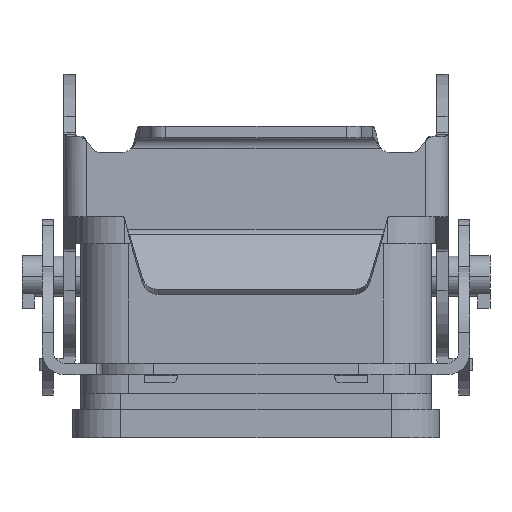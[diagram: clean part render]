
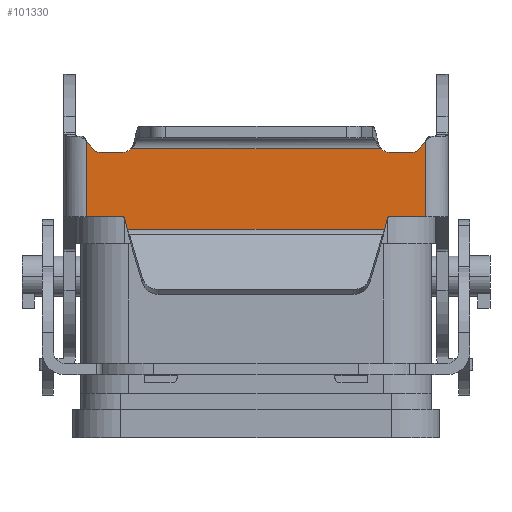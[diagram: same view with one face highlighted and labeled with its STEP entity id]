
A CAD part, left-side view. The second image highlights one B-rep face of the part: STEP entity #101330.
In plain terms, the highlighted planar face has unit normal (-1, 0, 0).
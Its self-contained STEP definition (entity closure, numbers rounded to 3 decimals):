
#66860=CARTESIAN_POINT('',(-55.167,-15.923,
5.801));
#66870=VERTEX_POINT('',#66860);
#73710=CARTESIAN_POINT('',(-55.167,-15.496,
15.778));
#73720=VERTEX_POINT('',#73710);
#74120=CARTESIAN_POINT('',(-55.167,-16.533,
15.361));
#74130=VERTEX_POINT('',#74120);
#74160=CARTESIAN_POINT('',(-55.167,-16.533,
16.861));
#74170=DIRECTION('',(1.,-0.,-0.));
#74180=DIRECTION('',(0.,1.,0.));
#74190=AXIS2_PLACEMENT_3D('',#74160,#74170,#74180);
#74200=CIRCLE('',#74190,1.5);
#74210=EDGE_CURVE('',#74130,#73720,#74200,.T.);
#77390=CARTESIAN_POINT('',(-55.167,-21.,16.685));
#77400=VERTEX_POINT('',#77390);
#81550=CARTESIAN_POINT('',(-55.167,-21.,7.361));
#81560=VERTEX_POINT('',#81550);
#81590=CARTESIAN_POINT('',(-55.167,-21.,7.361));
#81600=DIRECTION('',(0.,0.,1.));
#81610=VECTOR('',#81600,1.);
#81620=LINE('',#81590,#81610);
#81630=EDGE_CURVE('',#81560,#77400,#81620,.T.);
#90310=CARTESIAN_POINT('',(-55.167,-20.189,
15.718));
#90320=VERTEX_POINT('',#90310);
#90350=CARTESIAN_POINT('',(-55.167,-19.423,
16.361));
#90360=DIRECTION('',(1.,-0.,-0.));
#90370=DIRECTION('',(0.,1.,0.));
#90380=AXIS2_PLACEMENT_3D('',#90350,#90360,#90370);
#90390=CIRCLE('',#90380,1.);
#90400=CARTESIAN_POINT('',(-55.167,-19.423,
15.361));
#90410=VERTEX_POINT('',#90400);
#90420=EDGE_CURVE('',#90320,#90410,#90390,.T.);
#90660=CARTESIAN_POINT('',(-55.167,0.,15.361));
#90670=DIRECTION('',(0.,1.,-0.));
#90680=VECTOR('',#90670,1.);
#90690=LINE('',#90660,#90680);
#90700=EDGE_CURVE('',#90410,#74130,#90690,.T.);
#90940=CARTESIAN_POINT('',(-55.167,-14.369,0.));
#90950=DIRECTION('',(-0.,-0.259,0.966));
#90960=VECTOR('',#90950,1.);
#90970=LINE('',#90940,#90960);
#90980=CARTESIAN_POINT('',(-55.167,-16.292,
7.176));
#90990=VERTEX_POINT('',#90980);
#91000=EDGE_CURVE('',#66870,#90990,#90970,.T.);
#91420=CARTESIAN_POINT('',(-55.167,-16.533,
7.111));
#91430=DIRECTION('',(1.,-0.,-0.));
#91440=DIRECTION('',(0.,1.,0.));
#91450=AXIS2_PLACEMENT_3D('',#91420,#91430,#91440);
#91460=CIRCLE('',#91450,0.25);
#91470=CARTESIAN_POINT('',(-55.167,-16.533,
7.361));
#91480=VERTEX_POINT('',#91470);
#91490=EDGE_CURVE('',#90990,#91480,#91460,.T.);
#91840=CARTESIAN_POINT('',(-55.167,0.,7.361));
#91850=DIRECTION('',(-0.,-1.,-0.));
#91860=VECTOR('',#91850,1.);
#91870=LINE('',#91840,#91860);
#91880=EDGE_CURVE('',#91480,#81560,#91870,.T.);
#92050=CARTESIAN_POINT('',(-55.167,-6.999,0.));
#92060=DIRECTION('',(-0.,0.643,-0.766));
#92070=VECTOR('',#92060,1.);
#92080=LINE('',#92050,#92070);
#92090=EDGE_CURVE('',#77400,#90320,#92080,.T.);
#99700=CARTESIAN_POINT('',(-55.167,15.923,
5.801));
#99710=VERTEX_POINT('',#99700);
#100040=CARTESIAN_POINT('',(-55.167,15.923,
5.801));
#100050=DIRECTION('',(0.,-1.,0.));
#100060=VECTOR('',#100050,1.);
#100070=LINE('',#100040,#100060);
#100080=EDGE_CURVE('',#99710,#66870,#100070,.T.);
#100300=CARTESIAN_POINT('',(-55.167,16.292,
7.176));
#100310=VERTEX_POINT('',#100300);
#100340=CARTESIAN_POINT('',(-55.167,14.369,0.));
#100350=DIRECTION('',(0.,0.259,0.966));
#100360=VECTOR('',#100350,1.);
#100370=LINE('',#100340,#100360);
#100380=EDGE_CURVE('',#99710,#100310,#100370,.T.);
#100510=CARTESIAN_POINT('',(-55.167,25.2,17.774));
#100520=DIRECTION('',(-1.,0.,0.));
#100530=DIRECTION('',(0.,1.,0.));
#100540=AXIS2_PLACEMENT_3D('',#100510,#100520,#100530);
#100550=PLANE('',#100540);
#100560=ORIENTED_EDGE('',*,*,#74210,.T.);
#100570=ORIENTED_EDGE('',*,*,#90700,.T.);
#100580=ORIENTED_EDGE('',*,*,#90420,.T.);
#100590=ORIENTED_EDGE('',*,*,#92090,.T.);
#100600=ORIENTED_EDGE('',*,*,#81630,.T.);
#100610=ORIENTED_EDGE('',*,*,#91880,.T.);
#100620=ORIENTED_EDGE('',*,*,#91490,.T.);
#100630=ORIENTED_EDGE('',*,*,#91000,.T.);
#100640=ORIENTED_EDGE('',*,*,#100080,.T.);
#100650=ORIENTED_EDGE('',*,*,#100380,.F.);
#100660=CARTESIAN_POINT('',(-55.167,16.533,
7.111));
#100670=DIRECTION('',(-1.,-0.,-0.));
#100680=DIRECTION('',(0.,-1.,0.));
#100690=AXIS2_PLACEMENT_3D('',#100660,#100670,#100680);
#100700=CIRCLE('',#100690,0.25);
#100710=CARTESIAN_POINT('',(-55.167,16.533,
7.361));
#100720=VERTEX_POINT('',#100710);
#100730=EDGE_CURVE('',#100310,#100720,#100700,.T.);
#100740=ORIENTED_EDGE('',*,*,#100730,.F.);
#100750=CARTESIAN_POINT('',(-55.167,0.,7.361));
#100760=DIRECTION('',(-0.,1.,0.));
#100770=VECTOR('',#100760,1.);
#100780=LINE('',#100750,#100770);
#100790=CARTESIAN_POINT('',(-55.167,21.,7.361));
#100800=VERTEX_POINT('',#100790);
#100810=EDGE_CURVE('',#100720,#100800,#100780,.T.);
#100820=ORIENTED_EDGE('',*,*,#100810,.F.);
#100830=CARTESIAN_POINT('',(-55.167,21.,16.685));
#100840=DIRECTION('',(0.,0.,-1.));
#100850=VECTOR('',#100840,1.);
#100860=LINE('',#100830,#100850);
#100870=CARTESIAN_POINT('',(-55.167,21.,16.685));
#100880=VERTEX_POINT('',#100870);
#100890=EDGE_CURVE('',#100880,#100800,#100860,.T.);
#100900=ORIENTED_EDGE('',*,*,#100890,.T.);
#100910=CARTESIAN_POINT('',(-55.167,6.999,0.));
#100920=DIRECTION('',(-0.,-0.643,-0.766));
#100930=VECTOR('',#100920,1.);
#100940=LINE('',#100910,#100930);
#100950=CARTESIAN_POINT('',(-55.167,20.189,
15.718));
#100960=VERTEX_POINT('',#100950);
#100970=EDGE_CURVE('',#100880,#100960,#100940,.T.);
#100980=ORIENTED_EDGE('',*,*,#100970,.F.);
#100990=CARTESIAN_POINT('',(-55.167,19.423,
16.361));
#101000=DIRECTION('',(-1.,-0.,-0.));
#101010=DIRECTION('',(0.,-1.,0.));
#101020=AXIS2_PLACEMENT_3D('',#100990,#101000,#101010);
#101030=CIRCLE('',#101020,1.);
#101040=CARTESIAN_POINT('',(-55.167,19.423,
15.361));
#101050=VERTEX_POINT('',#101040);
#101060=EDGE_CURVE('',#100960,#101050,#101030,.T.);
#101070=ORIENTED_EDGE('',*,*,#101060,.F.);
#101080=CARTESIAN_POINT('',(-55.167,0.,15.361));
#101090=DIRECTION('',(-0.,-1.,0.));
#101100=VECTOR('',#101090,1.);
#101110=LINE('',#101080,#101100);
#101120=CARTESIAN_POINT('',(-55.167,16.533,
15.361));
#101130=VERTEX_POINT('',#101120);
#101140=EDGE_CURVE('',#101050,#101130,#101110,.T.);
#101150=ORIENTED_EDGE('',*,*,#101140,.F.);
#101160=CARTESIAN_POINT('',(-55.167,16.533,
16.861));
#101170=DIRECTION('',(-1.,-0.,-0.));
#101180=DIRECTION('',(0.,-1.,0.));
#101190=AXIS2_PLACEMENT_3D('',#101160,#101170,#101180);
#101200=CIRCLE('',#101190,1.5);
#101210=CARTESIAN_POINT('',(-55.167,15.496,
15.778));
#101220=VERTEX_POINT('',#101210);
#101230=EDGE_CURVE('',#101130,#101220,#101200,.T.);
#101240=ORIENTED_EDGE('',*,*,#101230,.F.);
#101250=CARTESIAN_POINT('',(-55.167,-15.496,
15.778));
#101260=DIRECTION('',(0.,1.,0.));
#101270=VECTOR('',#101260,1.);
#101280=LINE('',#101250,#101270);
#101290=EDGE_CURVE('',#73720,#101220,#101280,.T.);
#101300=ORIENTED_EDGE('',*,*,#101290,.T.);
#101310=EDGE_LOOP('',(#101300,#101240,#101150,#101070,#100980,#100900,
#100820,#100740,#100650,#100640,#100630,#100620,#100610,#100600,#100590,
#100580,#100570,#100560));
#101320=FACE_OUTER_BOUND('',#101310,.T.);
#101330=ADVANCED_FACE('',(#101320),#100550,.T.);
